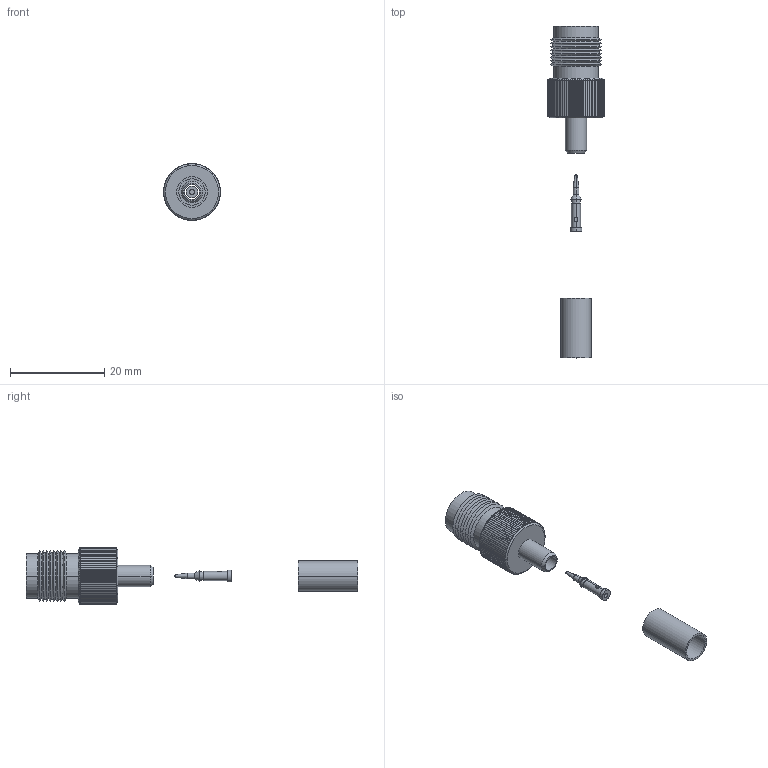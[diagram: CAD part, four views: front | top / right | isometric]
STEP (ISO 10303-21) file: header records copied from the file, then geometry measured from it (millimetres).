
FILE_DESCRIPTION (( 'STEP AP214' ), '1' );
FILE_NAME ('ARTJ-1708.STEP', '2015-11-11T18:08:19', ( 'L-Com' ), ( 'L-Com Global Connectivity' ), 'SwSTEP 2.0', 'SolidWorks 2014', '' );
FILE_SCHEMA (( 'AUTOMOTIVE_DESIGN' ));
Length unit declared in the file: inch
Products named in the file (4): 1AB06-030-MA2; 1AB06-030-MA1; 1AB06-030-MA3; ARTJ-1708
Assembly tree (3 placements, depth 2):
  ARTJ-1708
    1AB06-030-MA3
    1AB06-030-MA1
    1AB06-030-MA2
Bounding box: 12.04 x 70.48 x 12.04 mm (x, y, z)
Volume: 1658.5 mm3; surface area: 2411.6 mm2
Topology: 3 solids, 3 shells, 320 faces, 871 edges, 564 vertices
Faces by surface type: cylinder 259, cone 44, plane 14, torus 2, sphere 1
Entity records: 15464 total; most frequent: CARTESIAN_POINT 7474, ORIENTED_EDGE 1736, DIRECTION 1536, EDGE_CURVE 868, AXIS2_PLACEMENT_3D 616, VERTEX_POINT 562, EDGE_LOOP 334, FACE_OUTER_BOUND 320
